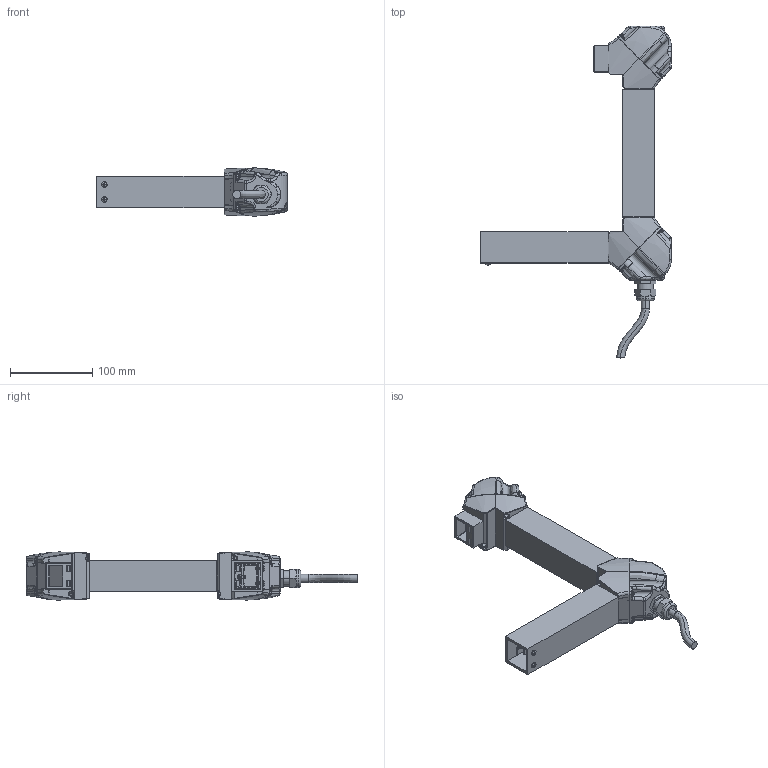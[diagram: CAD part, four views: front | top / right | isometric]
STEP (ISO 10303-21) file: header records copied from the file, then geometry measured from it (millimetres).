
FILE_DESCRIPTION (( 'STEP AP203' ), '1' );
FILE_NAME ('LKAT2 Assembly_060815.STEP', '2015-06-08T16:03:16', ( 'Geoff' ), ( '' ), 'SwSTEP 2.0', 'SolidWorks 2015', '' );
FILE_SCHEMA (( 'CONFIG_CONTROL_DESIGN' ));
Length unit declared in the file: millimetre
Products named in the file (16): 046121 SEAL_LKAT2; PVC SquareTube-TOPBTM; 99461A230 Plastite 18-8SS 6-19th 3_8L_99461A230; PVC SquareTube-TOPBTM-ALUM-EXT; BT25020 VMP 1_4-20 InjMold-ThreadInsert; PVC SquareTube-w-Boards_BTM-TOP_PC-BOARD; LKAT2 CornerASM_A1-B2; PVC SquareTube-SIDE; LKAT2 CornerASM_A2-B1; PVC SquareTube-SIDE-ALUM-EXT; Cable Gland - SEALCON CD11AA-BK; PVC SquareTube-w-Boards_SIDE_PC-BOARD; PC Board - Corner; 046118 ELBOW_LKAT2; LKAT2 Assembly_060815; 046119 COVER_LKAT2
Assembly tree (31 placements, depth 3):
  LKAT2 Assembly_060815
    PVC SquareTube-TOPBTM
    PVC SquareTube-TOPBTM-ALUM-EXT
    PVC SquareTube-w-Boards_BTM-TOP_PC-BOARD
    PVC SquareTube-SIDE
    PVC SquareTube-SIDE-ALUM-EXT
    PVC SquareTube-w-Boards_SIDE_PC-BOARD
    LKAT2 CornerASM_A1-B2
      046118 ELBOW_LKAT2
      046119 COVER_LKAT2
      046121 SEAL_LKAT2
      99461A230 Plastite 18-8SS 6-19th 3_8L_99461A230  x4
      BT25020 VMP 1_4-20 InjMold-ThreadInsert  x2
    LKAT2 CornerASM_A2-B1
      046118 ELBOW_LKAT2
      046119 COVER_LKAT2
      046121 SEAL_LKAT2
      99461A230 Plastite 18-8SS 6-19th 3_8L_99461A230  x4
      BT25020 VMP 1_4-20 InjMold-ThreadInsert  x2
    Cable Gland - SEALCON CD11AA-BK
    PC Board - Corner  x2
    99461A230 Plastite 18-8SS 6-19th 3_8L_99461A230  x2
Bounding box: 231.78 x 402.96 x 58.42 mm (x, y, z)
Volume: 405887 mm3; surface area: 309799.6 mm2
Topology: 39 solids, 39 shells, 3629 faces, 9556 edges, 6058 vertices
Faces by surface type: plane 1287, cylinder 952, cone 690, bspline 560, torus 90, sphere 50
Entity records: 73760 total; most frequent: CARTESIAN_POINT 39315, ORIENTED_EDGE 7308, DIRECTION 5862, EDGE_CURVE 3654, VERTEX_POINT 2326, LINE 1986, VECTOR 1986, AXIS2_PLACEMENT_3D 1938
